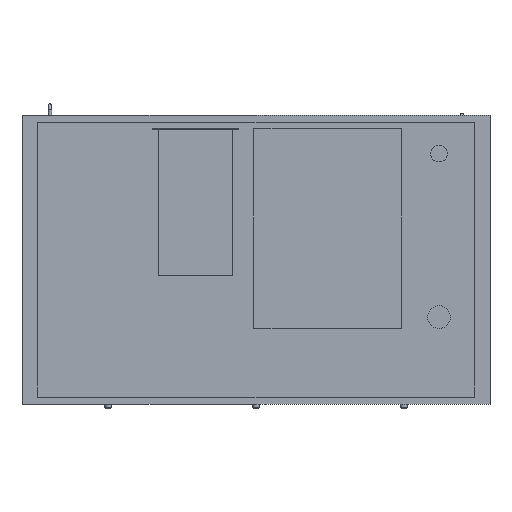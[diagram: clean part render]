
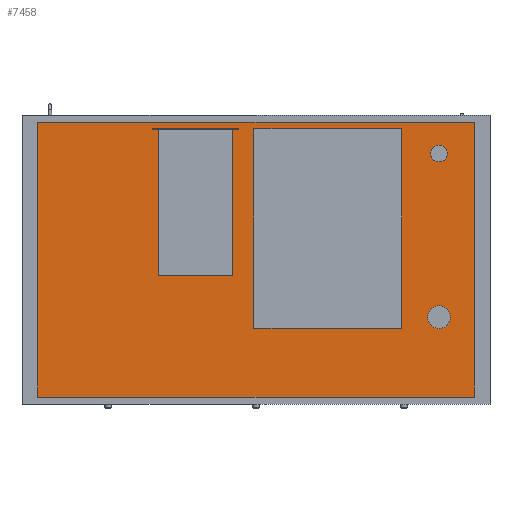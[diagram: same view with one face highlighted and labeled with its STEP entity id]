
A CAD part, front view. The second image highlights one B-rep face of the part: STEP entity #7458.
In plain terms, the highlighted planar face has unit normal (0, -1, 0).
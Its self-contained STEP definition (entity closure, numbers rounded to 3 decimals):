
#408=FACE_OUTER_BOUND('',#891,.T.);
#891=EDGE_LOOP('',(#4985,#4986,#4987,#4988));
#1391=LINE('',#10915,#2285);
#1394=LINE('',#10920,#2288);
#1397=LINE('',#10925,#2291);
#1398=LINE('',#10927,#2292);
#2285=VECTOR('',#8712,10.);
#2288=VECTOR('',#8717,10.);
#2291=VECTOR('',#8722,10.);
#2292=VECTOR('',#8725,10.);
#3171=VERTEX_POINT('',#10913);
#3172=VERTEX_POINT('',#10914);
#3173=VERTEX_POINT('',#10919);
#3174=VERTEX_POINT('',#10923);
#3887=EDGE_CURVE('',#3171,#3172,#1391,.T.);
#3890=EDGE_CURVE('',#3173,#3172,#1394,.T.);
#3893=EDGE_CURVE('',#3171,#3174,#1397,.T.);
#3894=EDGE_CURVE('',#3173,#3174,#1398,.T.);
#4985=ORIENTED_EDGE('',*,*,#3893,.T.);
#4986=ORIENTED_EDGE('',*,*,#3894,.F.);
#4987=ORIENTED_EDGE('',*,*,#3890,.T.);
#4988=ORIENTED_EDGE('',*,*,#3887,.F.);
#7059=PLANE('',#8023);
#7458=ADVANCED_FACE('',(#408),#7059,.T.);
#8023=AXIS2_PLACEMENT_3D('',#10926,#8723,#8724);
#8712=DIRECTION('',(0.,0.,1.));
#8717=DIRECTION('',(-1.,0.,0.));
#8722=DIRECTION('',(1.,0.,0.));
#8723=DIRECTION('center_axis',(0.,-1.,0.));
#8724=DIRECTION('ref_axis',(0.,0.,-1.));
#8725=DIRECTION('',(0.,0.,-1.));
#10913=CARTESIAN_POINT('',(-525.,-185.,-330.));
#10914=CARTESIAN_POINT('',(-525.,-185.,330.));
#10915=CARTESIAN_POINT('',(-525.,-185.,330.));
#10919=CARTESIAN_POINT('',(525.,-185.,330.));
#10920=CARTESIAN_POINT('',(0.,-185.,330.));
#10923=CARTESIAN_POINT('',(525.,-185.,-330.));
#10925=CARTESIAN_POINT('',(0.,-185.,-330.));
#10926=CARTESIAN_POINT('Origin',(0.,-185.,330.));
#10927=CARTESIAN_POINT('',(525.,-185.,330.));
